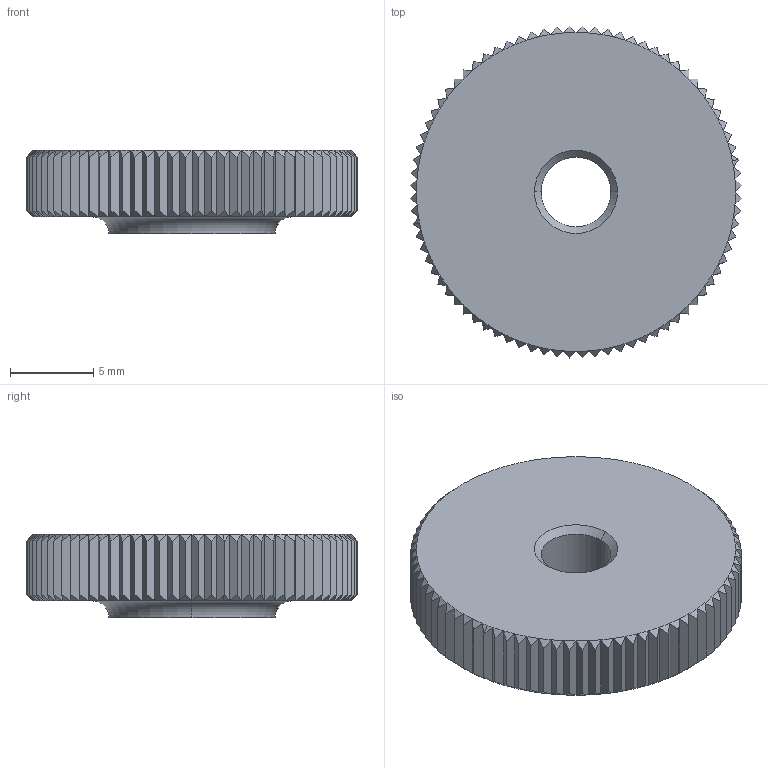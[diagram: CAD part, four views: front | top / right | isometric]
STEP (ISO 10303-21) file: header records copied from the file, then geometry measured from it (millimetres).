
FILE_DESCRIPTION(('STEP AP214'),'1');
FILE_NAME(' ',' ',('TraceParts'),('TraceParts S.A.'),'XStep 1.0',' ',' ');
FILE_SCHEMA(('automotive_design'));
Length unit declared in the file: millimetre
Products named in the file (1): 1
Bounding box: 19.98 x 19.98 x 5 mm (x, y, z)
Volume: 1217 mm3; surface area: 983.8 mm2
Topology: 1 solids, 1 shells, 417 faces, 914 edges, 500 vertices
Faces by surface type: cone 168, plane 163, cylinder 84, torus 2
Entity records: 21200 total; most frequent: CARTESIAN_POINT 2472, STYLED_ITEM 1832, PRESENTATION_STYLE_ASSIGNMENT 1832, COLOUR_RGB 1832, ORIENTED_EDGE 1828, DIRECTION 1772, EDGE_CURVE 914, CURVE_STYLE 914
